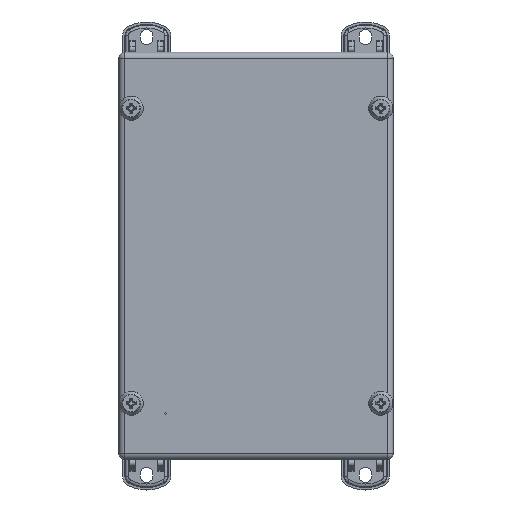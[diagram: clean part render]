
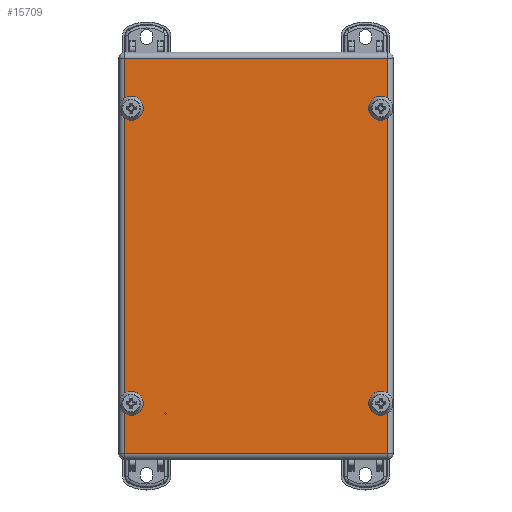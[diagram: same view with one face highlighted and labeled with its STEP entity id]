
A CAD part, top view. The second image highlights one B-rep face of the part: STEP entity #15709.
In plain terms, the highlighted planar face has unit normal (0, 0, 1).
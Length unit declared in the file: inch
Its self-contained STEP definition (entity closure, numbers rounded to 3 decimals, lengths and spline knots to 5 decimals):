
#430=FACE_BOUND('',#4076,.T.);
#431=FACE_BOUND('',#4077,.T.);
#432=FACE_BOUND('',#4078,.T.);
#433=FACE_BOUND('',#4079,.T.);
#2099=CIRCLE('',#17858,0.1385);
#2100=CIRCLE('',#17859,0.1385);
#2101=CIRCLE('',#17860,0.1385);
#2102=CIRCLE('',#17861,0.1385);
#3067=FACE_OUTER_BOUND('',#4075,.T.);
#4075=EDGE_LOOP('',(#14232,#14233,#14234,#14235));
#4076=EDGE_LOOP('',(#14236));
#4077=EDGE_LOOP('',(#14237));
#4078=EDGE_LOOP('',(#14238));
#4079=EDGE_LOOP('',(#14239));
#5141=LINE('',#32447,#6195);
#5143=LINE('',#32455,#6197);
#5145=LINE('',#32465,#6199);
#5147=LINE('',#32474,#6201);
#6195=VECTOR('',#22502,0.3937);
#6197=VECTOR('',#22510,0.3937);
#6199=VECTOR('',#22522,0.3937);
#6201=VECTOR('',#22534,0.3937);
#7532=VERTEX_POINT('',#32440);
#7535=VERTEX_POINT('',#32445);
#7538=VERTEX_POINT('',#32453);
#7541=VERTEX_POINT('',#32463);
#7549=VERTEX_POINT('',#32498);
#7550=VERTEX_POINT('',#32500);
#7551=VERTEX_POINT('',#32502);
#7552=VERTEX_POINT('',#32504);
#9768=EDGE_CURVE('',#7535,#7532,#5141,.T.);
#9772=EDGE_CURVE('',#7538,#7535,#5143,.T.);
#9777=EDGE_CURVE('',#7541,#7538,#5145,.T.);
#9782=EDGE_CURVE('',#7532,#7541,#5147,.T.);
#9794=EDGE_CURVE('',#7549,#7549,#2099,.T.);
#9795=EDGE_CURVE('',#7550,#7550,#2100,.T.);
#9796=EDGE_CURVE('',#7551,#7551,#2101,.T.);
#9797=EDGE_CURVE('',#7552,#7552,#2102,.T.);
#14232=ORIENTED_EDGE('',*,*,#9768,.F.);
#14233=ORIENTED_EDGE('',*,*,#9772,.F.);
#14234=ORIENTED_EDGE('',*,*,#9777,.F.);
#14235=ORIENTED_EDGE('',*,*,#9782,.F.);
#14236=ORIENTED_EDGE('',*,*,#9794,.T.);
#14237=ORIENTED_EDGE('',*,*,#9795,.T.);
#14238=ORIENTED_EDGE('',*,*,#9796,.T.);
#14239=ORIENTED_EDGE('',*,*,#9797,.T.);
#14791=PLANE('',#17857);
#15709=ADVANCED_FACE('',(#3067,#430,#431,#432,#433),#14791,.T.);
#17857=AXIS2_PLACEMENT_3D('',#32497,#22562,#22563);
#17858=AXIS2_PLACEMENT_3D('',#32499,#22564,#22565);
#17859=AXIS2_PLACEMENT_3D('',#32501,#22566,#22567);
#17860=AXIS2_PLACEMENT_3D('',#32503,#22568,#22569);
#17861=AXIS2_PLACEMENT_3D('',#32505,#22570,#22571);
#22502=DIRECTION('',(-1.,0.,0.));
#22510=DIRECTION('',(0.,-1.,0.));
#22522=DIRECTION('',(1.,0.,0.));
#22534=DIRECTION('',(0.,1.,0.));
#22562=DIRECTION('center_axis',(0.,0.,1.));
#22563=DIRECTION('ref_axis',(1.,0.,0.));
#22564=DIRECTION('center_axis',(0.,0.,-1.));
#22565=DIRECTION('ref_axis',(1.,0.,0.));
#22566=DIRECTION('center_axis',(0.,0.,-1.));
#22567=DIRECTION('ref_axis',(1.,0.,0.));
#22568=DIRECTION('center_axis',(0.,0.,-1.));
#22569=DIRECTION('ref_axis',(1.,0.,0.));
#22570=DIRECTION('center_axis',(0.,0.,-1.));
#22571=DIRECTION('ref_axis',(1.,0.,0.));
#32440=CARTESIAN_POINT('',(-3.22211,-4.854,0.053));
#32445=CARTESIAN_POINT('',(3.22211,-4.854,0.053));
#32447=CARTESIAN_POINT('',(-1.61106,-4.854,0.053));
#32453=CARTESIAN_POINT('',(3.22211,4.854,0.053));
#32455=CARTESIAN_POINT('',(3.22211,-2.427,0.053));
#32463=CARTESIAN_POINT('',(-3.22211,4.854,0.053));
#32465=CARTESIAN_POINT('',(1.61106,4.854,0.053));
#32474=CARTESIAN_POINT('',(-3.22211,2.427,0.053));
#32497=CARTESIAN_POINT('Origin',(0.,0.,
0.053));
#32498=CARTESIAN_POINT('',(-3.2045,-3.625,0.053));
#32499=CARTESIAN_POINT('Origin',(-3.066,-3.625,0.053));
#32500=CARTESIAN_POINT('',(2.9275,-3.625,0.053));
#32501=CARTESIAN_POINT('Origin',(3.066,-3.625,0.053));
#32502=CARTESIAN_POINT('',(-3.2045,3.625,0.053));
#32503=CARTESIAN_POINT('Origin',(-3.066,3.625,0.053));
#32504=CARTESIAN_POINT('',(2.9275,3.625,0.053));
#32505=CARTESIAN_POINT('Origin',(3.066,3.625,0.053));
